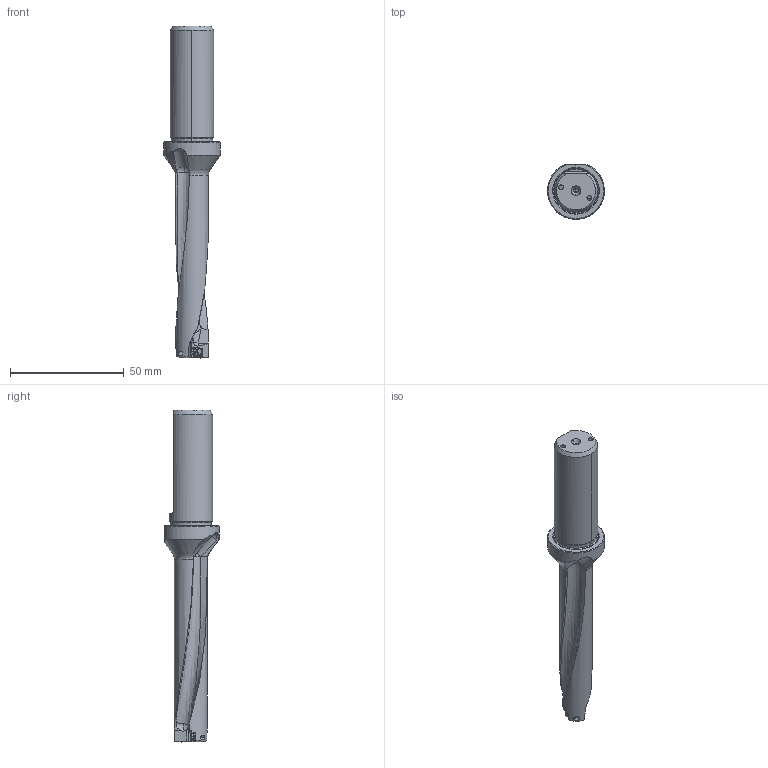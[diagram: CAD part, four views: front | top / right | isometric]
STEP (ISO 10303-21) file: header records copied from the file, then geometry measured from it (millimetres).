
FILE_DESCRIPTION((''),'2;1');
FILE_NAME('MVX0593X5F075_ASM','2023-07-18T11:42:33',('tlyae014'),('PTC Japan'),'CREO PARAMETRIC BY PTC INC, 2021424','CREO PARAMETRIC BY PTC INC, 2021424','');
FILE_SCHEMA(('AUTOMOTIVE_DESIGN { 1 0 10303 214 1 1 1 1 }'));
Length unit declared in the file: millimetre
Products named in the file (4): MVX0593X5F075; TPS20-1_1; TPS20-1_2; MVX0593X5F075_ASM
Assembly tree (3 placements, depth 2):
  MVX0593X5F075_ASM
    MVX0593X5F075
    TPS20-1_1
    TPS20-1_2
Bounding box: 25 x 24 x 145.7 mm (x, y, z)
Volume: 23988.8 mm3; surface area: 10995.4 mm2
Topology: 3 solids, 3 shells, 290 faces, 837 edges, 538 vertices
Faces by surface type: cylinder 124, plane 85, cone 32, torus 22, sphere 15, bspline 10, extrusion 2
Entity records: 18143 total; most frequent: CARTESIAN_POINT 6091, ORIENTED_EDGE 1638, DIRECTION 1429, PRESENTATION_STYLE_ASSIGNMENT 1119, STYLED_ITEM 1119, CURVE_STYLE 826, EDGE_CURVE 819, AXIS2_PLACEMENT_3D 564
